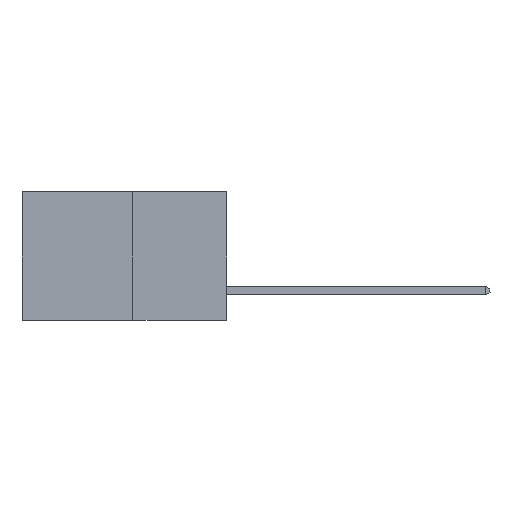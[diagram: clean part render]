
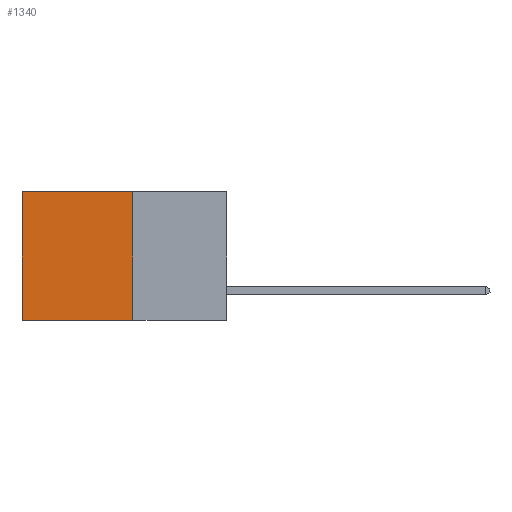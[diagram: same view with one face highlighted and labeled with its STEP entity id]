
A CAD part, left-side view. The second image highlights one B-rep face of the part: STEP entity #1340.
In plain terms, the highlighted planar face has unit normal (-1, 0, 0).
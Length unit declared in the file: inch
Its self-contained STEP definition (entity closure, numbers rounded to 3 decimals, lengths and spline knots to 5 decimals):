
#436 = CARTESIAN_POINT ( 'NONE',  ( 0.277, 0.59, 0. ) ) ;
#748 = AXIS2_PLACEMENT_3D ( 'NONE', #3814, #1427, #5193 ) ;
#842 = VECTOR ( 'NONE', #9625, 39.37008 ) ;
#925 = DIRECTION ( 'NONE',  ( 0., 0., -1. ) ) ;
#1340 = ADVANCED_FACE ( 'NONE', ( #6923 ), #3033, .F. ) ;
#1427 = DIRECTION ( 'NONE',  ( 1., 0., 0. ) ) ;
#1730 = EDGE_CURVE ( 'NONE', #5018, #1797, #4831, .T. ) ;
#1797 = VERTEX_POINT ( 'NONE', #436 ) ;
#1961 = VERTEX_POINT ( 'NONE', #3261 ) ;
#2009 = EDGE_LOOP ( 'NONE', ( #9248, #2686, #7421, #8911 ) ) ;
#2042 = LINE ( 'NONE', #9321, #9861 ) ;
#2591 = CARTESIAN_POINT ( 'NONE',  ( 0.277, 0.27, -0.37 ) ) ;
#2686 = ORIENTED_EDGE ( 'NONE', *, *, #5573, .F. ) ;
#2731 = VECTOR ( 'NONE', #8817, 39.37008 ) ;
#3033 = PLANE ( 'NONE',  #748 ) ;
#3261 = CARTESIAN_POINT ( 'NONE',  ( 0.277, 0.59, -0.37 ) ) ;
#3666 = VERTEX_POINT ( 'NONE', #2591 ) ;
#3690 = CARTESIAN_POINT ( 'NONE',  ( 0.277, 0.27, -0.37 ) ) ;
#3814 = CARTESIAN_POINT ( 'NONE',  ( 0.277, 0.27, -0.37 ) ) ;
#3977 = VECTOR ( 'NONE', #8070, 39.37008 ) ;
#4471 = LINE ( 'NONE', #6615, #3977 ) ;
#4831 = LINE ( 'NONE', #8284, #2731 ) ;
#5018 = VERTEX_POINT ( 'NONE', #5901 ) ;
#5193 = DIRECTION ( 'NONE',  ( 0., 0., -1. ) ) ;
#5477 = EDGE_CURVE ( 'NONE', #1797, #1961, #4471, .T. ) ;
#5573 = EDGE_CURVE ( 'NONE', #3666, #1961, #7512, .T. ) ;
#5901 = CARTESIAN_POINT ( 'NONE',  ( 0.277, 0.27, 0. ) ) ;
#6615 = CARTESIAN_POINT ( 'NONE',  ( 0.277, 0.59, -0.37 ) ) ;
#6923 = FACE_OUTER_BOUND ( 'NONE', #2009, .T. ) ;
#7421 = ORIENTED_EDGE ( 'NONE', *, *, #8003, .F. ) ;
#7512 = LINE ( 'NONE', #3690, #842 ) ;
#8003 = EDGE_CURVE ( 'NONE', #5018, #3666, #2042, .T. ) ;
#8070 = DIRECTION ( 'NONE',  ( 0., 0., -1. ) ) ;
#8284 = CARTESIAN_POINT ( 'NONE',  ( 0.277, 0.27, 0. ) ) ;
#8817 = DIRECTION ( 'NONE',  ( 0., 1., 0. ) ) ;
#8911 = ORIENTED_EDGE ( 'NONE', *, *, #1730, .T. ) ;
#9248 = ORIENTED_EDGE ( 'NONE', *, *, #5477, .T. ) ;
#9321 = CARTESIAN_POINT ( 'NONE',  ( 0.277, 0.27, -0.37 ) ) ;
#9625 = DIRECTION ( 'NONE',  ( 0., 1., 0. ) ) ;
#9861 = VECTOR ( 'NONE', #925, 39.37008 ) ;
